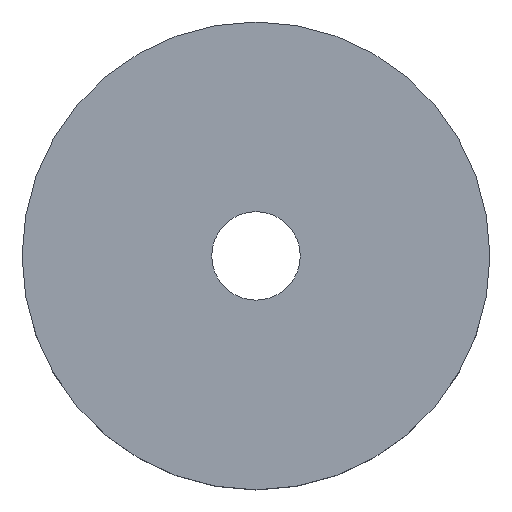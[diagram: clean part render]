
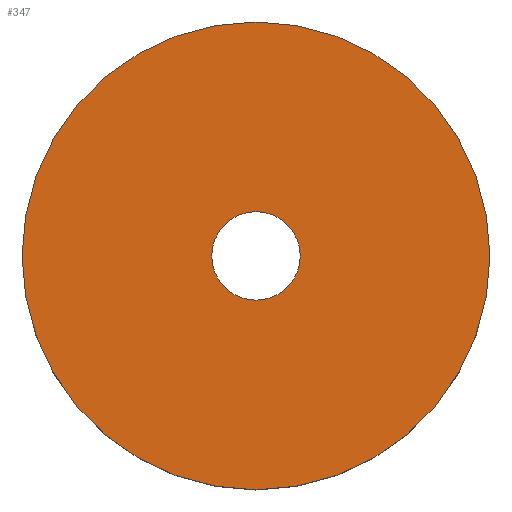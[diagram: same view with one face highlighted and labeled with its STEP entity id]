
A CAD part, top view. The second image highlights one B-rep face of the part: STEP entity #347.
In plain terms, the highlighted planar face has unit normal (0, 0, 1).
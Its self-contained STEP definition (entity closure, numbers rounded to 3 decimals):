
#3 = AXIS2_PLACEMENT_3D ( 'NONE', #85, #220, #348 ) ;
#7 = CARTESIAN_POINT ( 'NONE',  ( 1.75, 0., 4.4 ) ) ;
#9 = ORIENTED_EDGE ( 'NONE', *, *, #205, .T. ) ;
#16 = ORIENTED_EDGE ( 'NONE', *, *, #203, .T. ) ;
#18 = CARTESIAN_POINT ( 'NONE',  ( -1.75, 0., 4.4 ) ) ;
#43 = FACE_BOUND ( 'NONE', #266, .T. ) ;
#55 = ORIENTED_EDGE ( 'NONE', *, *, #431, .F. ) ;
#56 = CARTESIAN_POINT ( 'NONE',  ( 0., 0., 4.4 ) ) ;
#85 = CARTESIAN_POINT ( 'NONE',  ( 0., 0., 4.4 ) ) ;
#97 = CIRCLE ( 'NONE', #340, 9.25 ) ;
#98 = EDGE_CURVE ( 'NONE', #419, #176, #169, .T. ) ;
#109 = DIRECTION ( 'NONE',  ( 0., 0., 1. ) ) ;
#115 = VERTEX_POINT ( 'NONE', #403 ) ;
#165 = AXIS2_PLACEMENT_3D ( 'NONE', #56, #277, #190 ) ;
#169 = CIRCLE ( 'NONE', #346, 1.75 ) ;
#176 = VERTEX_POINT ( 'NONE', #18 ) ;
#181 = CARTESIAN_POINT ( 'NONE',  ( 0., 0., 4.4 ) ) ;
#182 = DIRECTION ( 'NONE',  ( 0., 0., 1. ) ) ;
#190 = DIRECTION ( 'NONE',  ( 1., 0., 0. ) ) ;
#197 = CARTESIAN_POINT ( 'NONE',  ( 9.25, 0., 4.4 ) ) ;
#198 = DIRECTION ( 'NONE',  ( 0., 0., 1. ) ) ;
#200 = PLANE ( 'NONE',  #3 ) ;
#203 = EDGE_CURVE ( 'NONE', #115, #320, #272, .T. ) ;
#205 = EDGE_CURVE ( 'NONE', #320, #115, #97, .T. ) ;
#211 = DIRECTION ( 'NONE',  ( 1., 0., 0. ) ) ;
#220 = DIRECTION ( 'NONE',  ( 0., 0., 1. ) ) ;
#221 = CARTESIAN_POINT ( 'NONE',  ( 0., 0., 4.4 ) ) ;
#266 = EDGE_LOOP ( 'NONE', ( #55, #416 ) ) ;
#272 = CIRCLE ( 'NONE', #292, 9.25 ) ;
#277 = DIRECTION ( 'NONE',  ( 0., 0., 1. ) ) ;
#292 = AXIS2_PLACEMENT_3D ( 'NONE', #221, #198, #332 ) ;
#293 = CARTESIAN_POINT ( 'NONE',  ( 0., 0., 4.4 ) ) ;
#302 = CIRCLE ( 'NONE', #165, 1.75 ) ;
#320 = VERTEX_POINT ( 'NONE', #197 ) ;
#321 = FACE_OUTER_BOUND ( 'NONE', #413, .T. ) ;
#329 = DIRECTION ( 'NONE',  ( 1., 0., 0. ) ) ;
#332 = DIRECTION ( 'NONE',  ( 1., 0., 0. ) ) ;
#340 = AXIS2_PLACEMENT_3D ( 'NONE', #293, #182, #329 ) ;
#346 = AXIS2_PLACEMENT_3D ( 'NONE', #181, #109, #211 ) ;
#347 = ADVANCED_FACE ( 'NONE', ( #321, #43 ), #200, .T. ) ;
#348 = DIRECTION ( 'NONE',  ( 1., 0., 0. ) ) ;
#403 = CARTESIAN_POINT ( 'NONE',  ( -9.25, 0., 4.4 ) ) ;
#413 = EDGE_LOOP ( 'NONE', ( #16, #9 ) ) ;
#416 = ORIENTED_EDGE ( 'NONE', *, *, #98, .F. ) ;
#419 = VERTEX_POINT ( 'NONE', #7 ) ;
#431 = EDGE_CURVE ( 'NONE', #176, #419, #302, .T. ) ;
